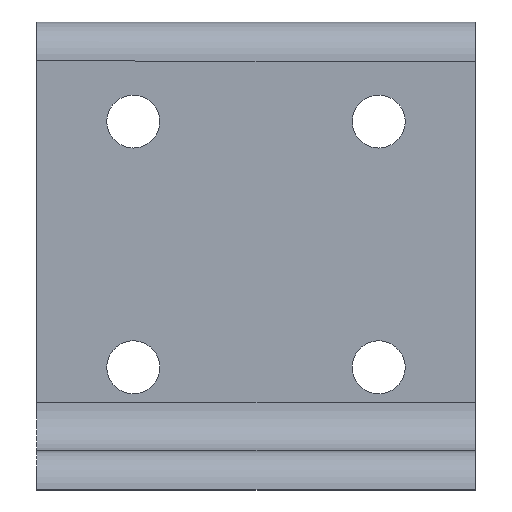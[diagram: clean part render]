
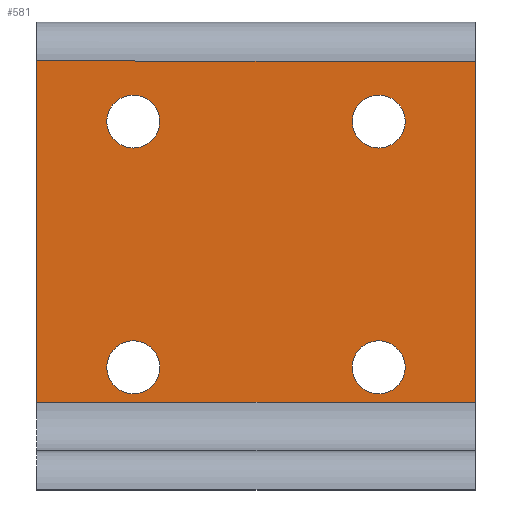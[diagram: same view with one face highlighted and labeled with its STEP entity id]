
A CAD part, front view. The second image highlights one B-rep face of the part: STEP entity #581.
In plain terms, the highlighted planar face has unit normal (0, -1, 0).
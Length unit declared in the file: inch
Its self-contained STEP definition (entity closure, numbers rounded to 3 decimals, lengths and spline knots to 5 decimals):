
#177=CARTESIAN_POINT('',(0.957,-0.25,2.362));
#178=VERTEX_POINT('',#177);
#187=CARTESIAN_POINT('',(0.617,-0.25,2.362));
#188=VERTEX_POINT('',#187);
#189=CARTESIAN_POINT('',(0.787,-0.25,2.362));
#190=DIRECTION('',(0.0,1.0,0.0));
#191=DIRECTION('',(1.0,0.0,0.0));
#192=AXIS2_PLACEMENT_3D('',#189,#190,#191);
#193=CIRCLE('',#192,0.17);
#194=EDGE_CURVE('',#188,#178,#193,.T.);
#219=CARTESIAN_POINT('',(0.957,-0.25,0.787));
#220=VERTEX_POINT('',#219);
#229=CARTESIAN_POINT('',(0.617,-0.25,0.787));
#230=VERTEX_POINT('',#229);
#231=CARTESIAN_POINT('',(0.787,-0.25,0.787));
#232=DIRECTION('',(0.0,1.0,0.0));
#233=DIRECTION('',(1.0,0.0,0.0));
#234=AXIS2_PLACEMENT_3D('',#231,#232,#233);
#235=CIRCLE('',#234,0.17);
#236=EDGE_CURVE('',#230,#220,#235,.T.);
#261=CARTESIAN_POINT('',(-0.617,-0.25,0.787));
#262=VERTEX_POINT('',#261);
#271=CARTESIAN_POINT('',(-0.957,-0.25,0.787));
#272=VERTEX_POINT('',#271);
#273=CARTESIAN_POINT('',(-0.787,-0.25,0.787));
#274=DIRECTION('',(0.0,1.0,0.0));
#275=DIRECTION('',(1.0,0.0,0.0));
#276=AXIS2_PLACEMENT_3D('',#273,#274,#275);
#277=CIRCLE('',#276,0.17);
#278=EDGE_CURVE('',#272,#262,#277,.T.);
#303=CARTESIAN_POINT('',(-0.617,-0.25,2.362));
#304=VERTEX_POINT('',#303);
#313=CARTESIAN_POINT('',(-0.957,-0.25,2.362));
#314=VERTEX_POINT('',#313);
#315=CARTESIAN_POINT('',(-0.787,-0.25,2.362));
#316=DIRECTION('',(0.0,1.0,0.0));
#317=DIRECTION('',(1.0,0.0,0.0));
#318=AXIS2_PLACEMENT_3D('',#315,#316,#317);
#319=CIRCLE('',#318,0.17);
#320=EDGE_CURVE('',#314,#304,#319,.T.);
#420=CARTESIAN_POINT('',(-0.787,-0.25,2.362));
#421=DIRECTION('',(0.0,1.0,0.0));
#422=DIRECTION('',(1.0,0.0,0.0));
#423=AXIS2_PLACEMENT_3D('',#420,#421,#422);
#424=CIRCLE('',#423,0.17);
#425=EDGE_CURVE('',#304,#314,#424,.T.);
#444=CARTESIAN_POINT('',(-0.787,-0.25,0.787));
#445=DIRECTION('',(0.0,1.0,0.0));
#446=DIRECTION('',(1.0,0.0,0.0));
#447=AXIS2_PLACEMENT_3D('',#444,#445,#446);
#448=CIRCLE('',#447,0.17);
#449=EDGE_CURVE('',#262,#272,#448,.T.);
#468=CARTESIAN_POINT('',(0.787,-0.25,0.787));
#469=DIRECTION('',(0.0,1.0,0.0));
#470=DIRECTION('',(1.0,0.0,0.0));
#471=AXIS2_PLACEMENT_3D('',#468,#469,#470);
#472=CIRCLE('',#471,0.17);
#473=EDGE_CURVE('',#220,#230,#472,.T.);
#492=CARTESIAN_POINT('',(0.787,-0.25,2.362));
#493=DIRECTION('',(0.0,1.0,0.0));
#494=DIRECTION('',(1.0,0.0,0.0));
#495=AXIS2_PLACEMENT_3D('',#492,#493,#494);
#496=CIRCLE('',#495,0.17);
#497=EDGE_CURVE('',#178,#188,#496,.T.);
#526=CARTESIAN_POINT('',(-1.405,-0.25,0.562));
#527=DIRECTION('',(0.0,-1.0,0.0));
#528=DIRECTION('',(0.0,0.0,-1.0));
#529=AXIS2_PLACEMENT_3D('',#526,#527,#528);
#530=PLANE('',#529);
#531=CARTESIAN_POINT('',(1.405,-0.25,0.562));
#532=VERTEX_POINT('',#531);
#533=CARTESIAN_POINT('',(1.405,-0.25,2.75));
#534=VERTEX_POINT('',#533);
#535=CARTESIAN_POINT('',(1.405,-0.25,0.562));
#536=DIRECTION('',(0.0,0.0,1.0));
#537=VECTOR('',#536,2.188);
#538=LINE('',#535,#537);
#539=EDGE_CURVE('',#532,#534,#538,.T.);
#540=ORIENTED_EDGE('',*,*,#539,.T.);
#541=CARTESIAN_POINT('',(-1.405,-0.25,2.75));
#542=VERTEX_POINT('',#541);
#543=CARTESIAN_POINT('',(-1.405,-0.25,2.75));
#544=DIRECTION('',(1.0,0.0,0.0));
#545=VECTOR('',#544,2.81);
#546=LINE('',#543,#545);
#547=EDGE_CURVE('',#542,#534,#546,.T.);
#548=ORIENTED_EDGE('',*,*,#547,.F.);
#549=CARTESIAN_POINT('',(-1.405,-0.25,0.562));
#550=VERTEX_POINT('',#549);
#551=CARTESIAN_POINT('',(-1.405,-0.25,0.562));
#552=DIRECTION('',(0.0,0.0,1.0));
#553=VECTOR('',#552,2.188);
#554=LINE('',#551,#553);
#555=EDGE_CURVE('',#550,#542,#554,.T.);
#556=ORIENTED_EDGE('',*,*,#555,.F.);
#557=CARTESIAN_POINT('',(-1.405,-0.25,0.562));
#558=DIRECTION('',(1.0,0.0,0.0));
#559=VECTOR('',#558,2.81);
#560=LINE('',#557,#559);
#561=EDGE_CURVE('',#550,#532,#560,.T.);
#562=ORIENTED_EDGE('',*,*,#561,.T.);
#563=EDGE_LOOP('',(#540,#548,#556,#562));
#564=FACE_OUTER_BOUND('',#563,.T.);
#565=ORIENTED_EDGE('',*,*,#425,.T.);
#566=ORIENTED_EDGE('',*,*,#320,.T.);
#567=EDGE_LOOP('',(#565,#566));
#568=FACE_BOUND('',#567,.T.);
#569=ORIENTED_EDGE('',*,*,#449,.T.);
#570=ORIENTED_EDGE('',*,*,#278,.T.);
#571=EDGE_LOOP('',(#569,#570));
#572=FACE_BOUND('',#571,.T.);
#573=ORIENTED_EDGE('',*,*,#473,.T.);
#574=ORIENTED_EDGE('',*,*,#236,.T.);
#575=EDGE_LOOP('',(#573,#574));
#576=FACE_BOUND('',#575,.T.);
#577=ORIENTED_EDGE('',*,*,#497,.T.);
#578=ORIENTED_EDGE('',*,*,#194,.T.);
#579=EDGE_LOOP('',(#577,#578));
#580=FACE_BOUND('',#579,.T.);
#581=ADVANCED_FACE('',(#564,#568,#572,#576,#580),#530,.T.);
